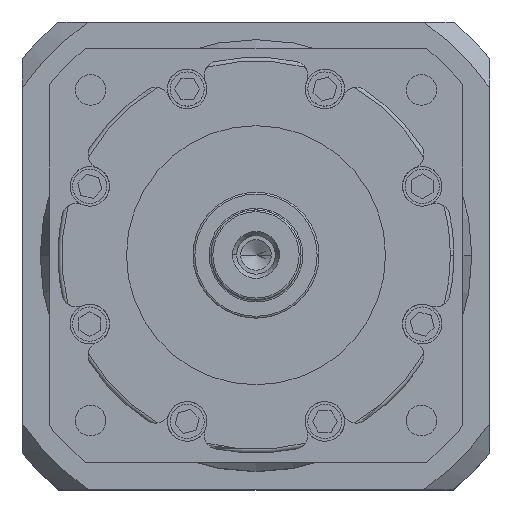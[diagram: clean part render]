
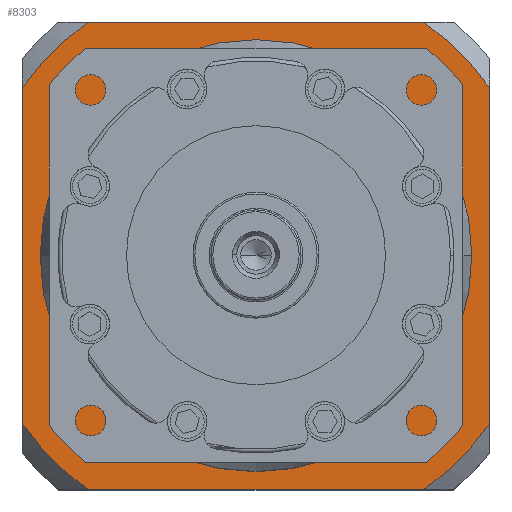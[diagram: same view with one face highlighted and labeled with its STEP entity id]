
A CAD part, top view. The second image highlights one B-rep face of the part: STEP entity #8303.
In plain terms, the highlighted planar face has unit normal (0, 0, 1).
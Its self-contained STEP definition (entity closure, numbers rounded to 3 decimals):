
#6 = DIRECTION ( 'NONE',  ( 1., 0., 0. ) ) ;
#246 = VECTOR ( 'NONE', #6, 1000. ) ;
#395 = CIRCLE ( 'NONE', #4393, 60. ) ;
#403 = CARTESIAN_POINT ( 'NONE',  ( -46.637, 65., 0. ) ) ;
#769 = AXIS2_PLACEMENT_3D ( 'NONE', #4539, #10427, #5415 ) ;
#797 = VERTEX_POINT ( 'NONE', #5852 ) ;
#1124 = AXIS2_PLACEMENT_3D ( 'NONE', #7377, #9076, #3999 ) ;
#1155 = CARTESIAN_POINT ( 'NONE',  ( 0., 0., 0. ) ) ;
#1268 = CIRCLE ( 'NONE', #2408, 80. ) ;
#1581 = VERTEX_POINT ( 'NONE', #5051 ) ;
#1651 = VERTEX_POINT ( 'NONE', #3420 ) ;
#1953 = EDGE_LOOP ( 'NONE', ( #9659, #8867 ) ) ;
#2048 = DIRECTION ( 'NONE',  ( -1., 0., 0. ) ) ;
#2119 = EDGE_CURVE ( 'NONE', #1651, #2659, #2988, .T. ) ;
#2134 = FACE_OUTER_BOUND ( 'NONE', #3073, .T. ) ;
#2304 = EDGE_CURVE ( 'NONE', #797, #11002, #9846, .T. ) ;
#2306 = EDGE_CURVE ( 'NONE', #1581, #2552, #3364, .T. ) ;
#2369 = CIRCLE ( 'NONE', #4657, 80. ) ;
#2378 = CIRCLE ( 'NONE', #3790, 80. ) ;
#2408 = AXIS2_PLACEMENT_3D ( 'NONE', #1155, #7136, #2048 ) ;
#2552 = VERTEX_POINT ( 'NONE', #5218 ) ;
#2659 = VERTEX_POINT ( 'NONE', #8237 ) ;
#2664 = EDGE_CURVE ( 'NONE', #11002, #797, #395, .T. ) ;
#2988 = CIRCLE ( 'NONE', #769, 80. ) ;
#2989 = DIRECTION ( 'NONE',  ( -1., 0., 0. ) ) ;
#3073 = EDGE_LOOP ( 'NONE', ( #3465, #5718, #7183, #10838, #3581, #7303, #8736, #5958 ) ) ;
#3098 = VECTOR ( 'NONE', #6472, 1000. ) ;
#3108 = CARTESIAN_POINT ( 'NONE',  ( -65., 54.772, 0. ) ) ;
#3140 = PLANE ( 'NONE',  #1124 ) ;
#3364 = LINE ( 'NONE', #3108, #3098 ) ;
#3420 = CARTESIAN_POINT ( 'NONE',  ( 65., 46.637, 0. ) ) ;
#3465 = ORIENTED_EDGE ( 'NONE', *, *, #4745, .F. ) ;
#3581 = ORIENTED_EDGE ( 'NONE', *, *, #5683, .F. ) ;
#3691 = CARTESIAN_POINT ( 'NONE',  ( 46.637, -65., 0. ) ) ;
#3733 = DIRECTION ( 'NONE',  ( 0., 0., 1. ) ) ;
#3790 = AXIS2_PLACEMENT_3D ( 'NONE', #4794, #10662, #5647 ) ;
#3960 = DIRECTION ( 'NONE',  ( 0., 0., -1. ) ) ;
#3999 = DIRECTION ( 'NONE',  ( -1., 0., 0. ) ) ;
#4124 = FACE_BOUND ( 'NONE', #1953, .T. ) ;
#4276 = LINE ( 'NONE', #6830, #246 ) ;
#4393 = AXIS2_PLACEMENT_3D ( 'NONE', #4882, #10767, #5735 ) ;
#4539 = CARTESIAN_POINT ( 'NONE',  ( 0., 0., 0. ) ) ;
#4657 = AXIS2_PLACEMENT_3D ( 'NONE', #8815, #3733, #9652 ) ;
#4745 = EDGE_CURVE ( 'NONE', #9776, #9474, #10843, .T. ) ;
#4794 = CARTESIAN_POINT ( 'NONE',  ( 0., 0., 0. ) ) ;
#4882 = CARTESIAN_POINT ( 'NONE',  ( 0., 0., 0. ) ) ;
#5051 = CARTESIAN_POINT ( 'NONE',  ( -65., -46.637, 0. ) ) ;
#5103 = CARTESIAN_POINT ( 'NONE',  ( 65., -46.637, 0. ) ) ;
#5177 = LINE ( 'NONE', #10051, #9392 ) ;
#5218 = CARTESIAN_POINT ( 'NONE',  ( -65., 46.637, 0. ) ) ;
#5415 = DIRECTION ( 'NONE',  ( -1., 0., 0. ) ) ;
#5647 = DIRECTION ( 'NONE',  ( -1., 0., 0. ) ) ;
#5683 = EDGE_CURVE ( 'NONE', #10398, #2659, #4276, .T. ) ;
#5718 = ORIENTED_EDGE ( 'NONE', *, *, #7722, .T. ) ;
#5735 = DIRECTION ( 'NONE',  ( -1., 0., 0. ) ) ;
#5852 = CARTESIAN_POINT ( 'NONE',  ( 60., 0., 0. ) ) ;
#5958 = ORIENTED_EDGE ( 'NONE', *, *, #7325, .T. ) ;
#6077 = CARTESIAN_POINT ( 'NONE',  ( -60., 0., 0. ) ) ;
#6283 = CARTESIAN_POINT ( 'NONE',  ( 54.772, -65., 0. ) ) ;
#6374 = VECTOR ( 'NONE', #2989, 1000. ) ;
#6472 = DIRECTION ( 'NONE',  ( 0., 1., 0. ) ) ;
#6695 = DIRECTION ( 'NONE',  ( 0., -1., 0. ) ) ;
#6830 = CARTESIAN_POINT ( 'NONE',  ( 54.772, 65., 0. ) ) ;
#7136 = DIRECTION ( 'NONE',  ( 0., 0., 1. ) ) ;
#7183 = ORIENTED_EDGE ( 'NONE', *, *, #10664, .F. ) ;
#7303 = ORIENTED_EDGE ( 'NONE', *, *, #10311, .T. ) ;
#7325 = EDGE_CURVE ( 'NONE', #1581, #9474, #2378, .T. ) ;
#7377 = CARTESIAN_POINT ( 'NONE',  ( 0., 0., 0. ) ) ;
#7607 = CARTESIAN_POINT ( 'NONE',  ( -46.637, -65., 0. ) ) ;
#7722 = EDGE_CURVE ( 'NONE', #9776, #8448, #2369, .T. ) ;
#8237 = CARTESIAN_POINT ( 'NONE',  ( 46.637, 65., 0. ) ) ;
#8303 = ADVANCED_FACE ( 'NONE', ( #2134, #4124 ), #3140, .F. ) ;
#8448 = VERTEX_POINT ( 'NONE', #5103 ) ;
#8736 = ORIENTED_EDGE ( 'NONE', *, *, #2306, .F. ) ;
#8815 = CARTESIAN_POINT ( 'NONE',  ( 0., 0., 0. ) ) ;
#8867 = ORIENTED_EDGE ( 'NONE', *, *, #2304, .T. ) ;
#9029 = CARTESIAN_POINT ( 'NONE',  ( 0., 0., 0. ) ) ;
#9076 = DIRECTION ( 'NONE',  ( 0., 0., -1. ) ) ;
#9347 = AXIS2_PLACEMENT_3D ( 'NONE', #9029, #3960, #9865 ) ;
#9392 = VECTOR ( 'NONE', #6695, 1000. ) ;
#9474 = VERTEX_POINT ( 'NONE', #7607 ) ;
#9652 = DIRECTION ( 'NONE',  ( -1., 0., 0. ) ) ;
#9659 = ORIENTED_EDGE ( 'NONE', *, *, #2664, .T. ) ;
#9776 = VERTEX_POINT ( 'NONE', #3691 ) ;
#9846 = CIRCLE ( 'NONE', #9347, 60. ) ;
#9865 = DIRECTION ( 'NONE',  ( -1., 0., 0. ) ) ;
#10051 = CARTESIAN_POINT ( 'NONE',  ( 65., 54.772, 0. ) ) ;
#10311 = EDGE_CURVE ( 'NONE', #10398, #2552, #1268, .T. ) ;
#10398 = VERTEX_POINT ( 'NONE', #403 ) ;
#10427 = DIRECTION ( 'NONE',  ( 0., 0., 1. ) ) ;
#10662 = DIRECTION ( 'NONE',  ( 0., 0., 1. ) ) ;
#10664 = EDGE_CURVE ( 'NONE', #1651, #8448, #5177, .T. ) ;
#10767 = DIRECTION ( 'NONE',  ( 0., 0., -1. ) ) ;
#10838 = ORIENTED_EDGE ( 'NONE', *, *, #2119, .T. ) ;
#10843 = LINE ( 'NONE', #6283, #6374 ) ;
#11002 = VERTEX_POINT ( 'NONE', #6077 ) ;
